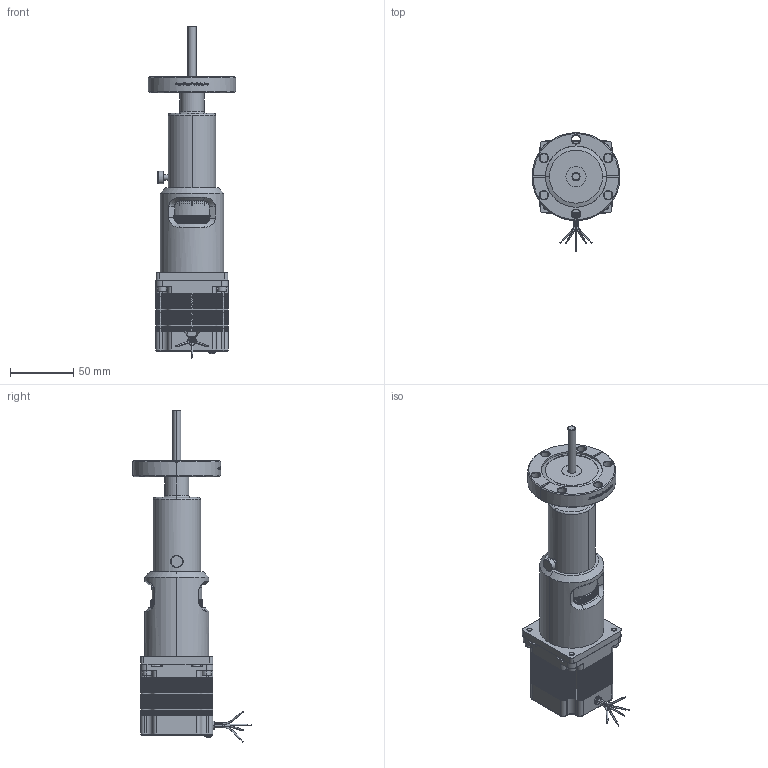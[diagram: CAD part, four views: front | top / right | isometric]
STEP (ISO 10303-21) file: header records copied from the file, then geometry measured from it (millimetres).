
FILE_DESCRIPTION (( 'STEP AP203' ), '1' );
FILE_NAME ('102110.12.stp', '2019-04-17T20:03:12', ( '' ), ( '' ), 'SwSTEP 2.0', 'SolidWorks 2012', '' );
FILE_SCHEMA (( 'CONFIG_CONTROL_DESIGN' ));
Products named in the file (1): 102110.12
Bounding box: 69.34 x 93.28 x 261.91 mm (x, y, z)
Volume: 420164.1 mm3; surface area: 55641.1 mm2
Topology: 1 solids, 6 shells, 3863 faces, 8963 edges, 5182 vertices
Faces by surface type: plane 1817, cylinder 957, cone 902, bspline 187
Entity records: 136672 total; most frequent: CARTESIAN_POINT 50396, DIRECTION 17974, ORIENTED_EDGE 17902, EDGE_CURVE 8951, AXIS2_PLACEMENT_3D 6269, VECTOR 5436, LINE 5436, VERTEX_POINT 5178
